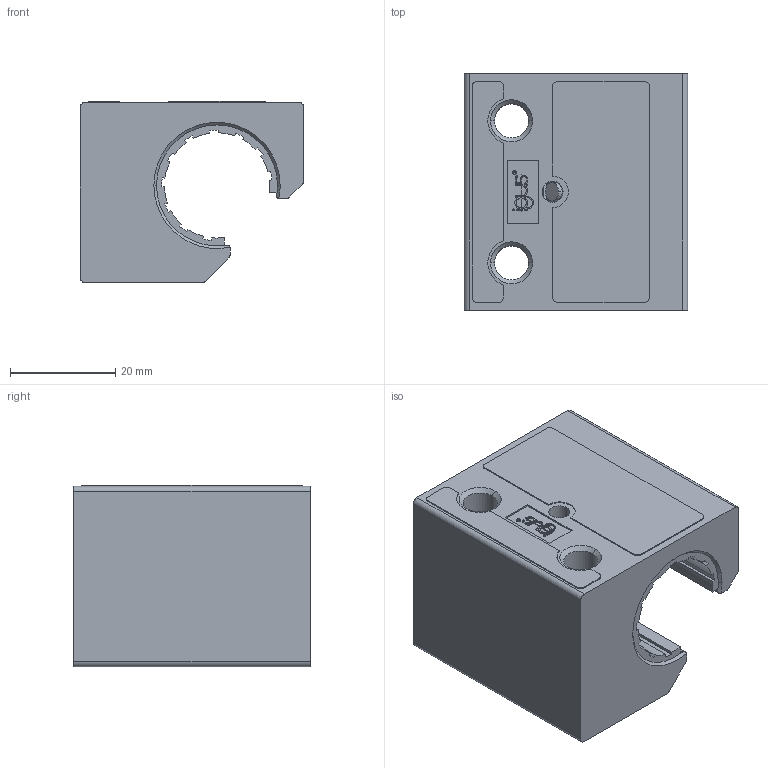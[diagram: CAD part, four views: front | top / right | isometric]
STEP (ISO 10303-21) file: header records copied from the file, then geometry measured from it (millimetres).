
FILE_DESCRIPTION(/* description */ ('Alibre Inc.'),/* implementation_level */ '2;1');
FILE_NAME(/* name */ 'export-D1A362FA-59B1-4ED1-986D-2AE2DA3AFF07',/* time_stamp */ '2022-03-23T08:57:25+01:00',/* author */ (''),/* organization */ (''),/* preprocessor_version */ 'ST-DEVELOPER v17',/* originating_system */ 'Alibre',/* authorisation */ '');
FILE_SCHEMA (('AUTOMOTIVE_DESIGN'));
Length unit declared in the file: millimetre
Products named in the file (1): WJ200UM-01-20
Bounding box: 42.5 x 45 x 34.5 mm (x, y, z)
Volume: 33305.8 mm3; surface area: 14451.6 mm2
Topology: 1 solids, 1 shells, 288 faces, 809 edges, 534 vertices
Faces by surface type: plane 156, cylinder 118, cone 14
Entity records: 9459 total; most frequent: CARTESIAN_POINT 1802, ORIENTED_EDGE 1618, DIRECTION 1421, EDGE_CURVE 809, VECTOR 549, LINE 549, VERTEX_POINT 534, AXIS2_PLACEMENT_3D 513
